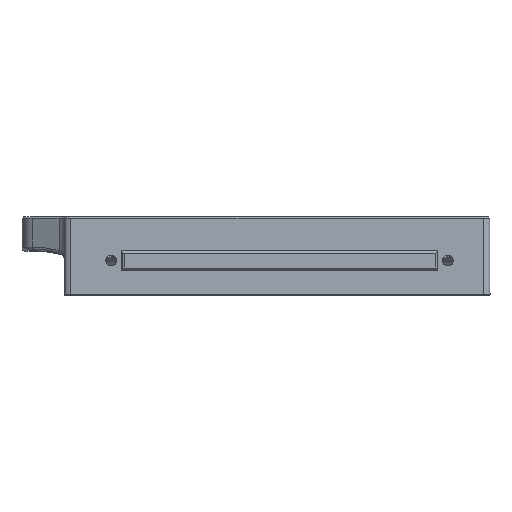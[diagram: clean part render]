
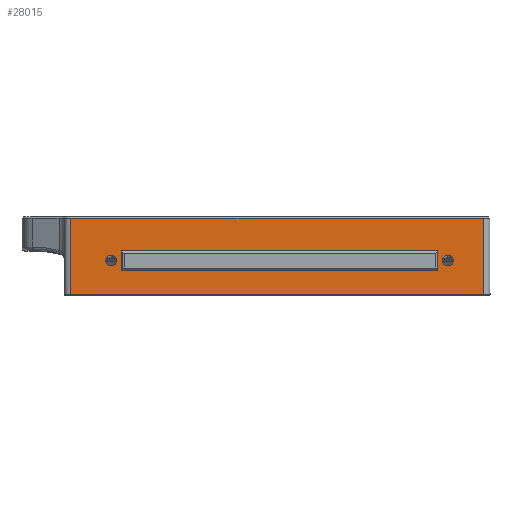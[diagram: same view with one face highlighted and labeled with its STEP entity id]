
A CAD part, top view. The second image highlights one B-rep face of the part: STEP entity #28015.
In plain terms, the highlighted planar face has unit normal (0, 0, 1).
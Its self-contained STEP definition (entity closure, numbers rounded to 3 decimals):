
#108 = ORIENTED_EDGE ( 'NONE', *, *, #17556, .T. ) ;
#212 = CARTESIAN_POINT ( 'NONE',  ( -104.274, 32.172, 118.684 ) ) ;
#746 = EDGE_LOOP ( 'NONE', ( #15218, #10683, #12690, #108 ) ) ;
#820 = VECTOR ( 'NONE', #26097, 1000. ) ;
#847 = CARTESIAN_POINT ( 'NONE',  ( -89.274, 16.072, 118.684 ) ) ;
#1267 = VERTEX_POINT ( 'NONE', #3962 ) ;
#2139 = VERTEX_POINT ( 'NONE', #15856 ) ;
#2750 = EDGE_CURVE ( 'NONE', #21362, #24208, #20260, .T. ) ;
#2811 = AXIS2_PLACEMENT_3D ( 'NONE', #8768, #31906, #29226 ) ;
#3239 = DIRECTION ( 'NONE',  ( 0., -1., 0. ) ) ;
#3306 = CARTESIAN_POINT ( 'NONE',  ( 9.326, 19.572, 118.684 ) ) ;
#3596 = CARTESIAN_POINT ( 'NONE',  ( -89.274, 22.572, 118.684 ) ) ;
#3962 = CARTESIAN_POINT ( 'NONE',  ( 18.226, 32.172, 118.684 ) ) ;
#4248 = CARTESIAN_POINT ( 'NONE',  ( 6.126, 19.572, 118.684 ) ) ;
#4794 = VECTOR ( 'NONE', #25543, 1000. ) ;
#5194 = CIRCLE ( 'NONE', #30362, 1.6 ) ;
#5829 = LINE ( 'NONE', #29129, #18764 ) ;
#6072 = VECTOR ( 'NONE', #3239, 1000. ) ;
#6271 = EDGE_CURVE ( 'NONE', #2139, #1267, #5829, .T. ) ;
#6526 = ORIENTED_EDGE ( 'NONE', *, *, #28316, .T. ) ;
#6843 = VERTEX_POINT ( 'NONE', #4248 ) ;
#7000 = FACE_BOUND ( 'NONE', #30800, .T. ) ;
#7161 = LINE ( 'NONE', #30615, #6072 ) ;
#7365 = ORIENTED_EDGE ( 'NONE', *, *, #18466, .T. ) ;
#8346 = DIRECTION ( 'NONE',  ( -1., 0., 0. ) ) ;
#8476 = CARTESIAN_POINT ( 'NONE',  ( -90.674, 19.572, 118.684 ) ) ;
#8680 = CIRCLE ( 'NONE', #31161, 1.6 ) ;
#8768 = CARTESIAN_POINT ( 'NONE',  ( 7.726, 19.572, 118.684 ) ) ;
#8818 = CARTESIAN_POINT ( 'NONE',  ( -74.299, 9.572, 118.684 ) ) ;
#8866 = ORIENTED_EDGE ( 'NONE', *, *, #6271, .T. ) ;
#9086 = CARTESIAN_POINT ( 'NONE',  ( -104.274, 9.572, 118.684 ) ) ;
#9222 = VECTOR ( 'NONE', #31751, 1000. ) ;
#9510 = PLANE ( 'NONE',  #15807 ) ;
#9575 = ORIENTED_EDGE ( 'NONE', *, *, #33193, .T. ) ;
#9731 = DIRECTION ( 'NONE',  ( -1., 0., 0. ) ) ;
#10295 = DIRECTION ( 'NONE',  ( -1., 0., 0. ) ) ;
#10461 = CARTESIAN_POINT ( 'NONE',  ( -72.874, 16.572, 118.684 ) ) ;
#10683 = ORIENTED_EDGE ( 'NONE', *, *, #18207, .T. ) ;
#10852 = DIRECTION ( 'NONE',  ( -1., 0., 0. ) ) ;
#11238 = DIRECTION ( 'NONE',  ( 0., 1., 0. ) ) ;
#11410 = CIRCLE ( 'NONE', #25855, 1.6 ) ;
#11931 = CARTESIAN_POINT ( 'NONE',  ( 7.726, 19.572, 118.684 ) ) ;
#12094 = DIRECTION ( 'NONE',  ( 0., 0., -1. ) ) ;
#12308 = LINE ( 'NONE', #10461, #20635 ) ;
#12690 = ORIENTED_EDGE ( 'NONE', *, *, #29688, .T. ) ;
#13045 = CARTESIAN_POINT ( 'NONE',  ( -38.374, 22.572, 118.684 ) ) ;
#13389 = VERTEX_POINT ( 'NONE', #8476 ) ;
#13962 = EDGE_LOOP ( 'NONE', ( #8866, #9575, #7365, #6526 ) ) ;
#14049 = CIRCLE ( 'NONE', #2811, 1.6 ) ;
#15218 = ORIENTED_EDGE ( 'NONE', *, *, #2750, .T. ) ;
#15252 = CARTESIAN_POINT ( 'NONE',  ( -104.274, 32.172, 118.684 ) ) ;
#15807 = AXIS2_PLACEMENT_3D ( 'NONE', #16899, #27133, #19901 ) ;
#15856 = CARTESIAN_POINT ( 'NONE',  ( 18.226, 9.572, 118.684 ) ) ;
#16247 = EDGE_CURVE ( 'NONE', #20816, #6843, #11410, .T. ) ;
#16508 = VERTEX_POINT ( 'NONE', #31374 ) ;
#16899 = CARTESIAN_POINT ( 'NONE',  ( -56.474, 9.572, 118.684 ) ) ;
#17029 = ORIENTED_EDGE ( 'NONE', *, *, #20801, .T. ) ;
#17556 = EDGE_CURVE ( 'NONE', #30348, #21362, #29180, .T. ) ;
#17907 = DIRECTION ( 'NONE',  ( 0., 0., -1. ) ) ;
#18207 = EDGE_CURVE ( 'NONE', #24208, #31002, #7161, .T. ) ;
#18466 = EDGE_CURVE ( 'NONE', #26246, #26865, #27043, .T. ) ;
#18467 = EDGE_CURVE ( 'NONE', #6843, #20816, #14049, .T. ) ;
#18764 = VECTOR ( 'NONE', #21090, 1000. ) ;
#19133 = CARTESIAN_POINT ( 'NONE',  ( -89.274, 16.572, 118.684 ) ) ;
#19901 = DIRECTION ( 'NONE',  ( 1., 0., 0. ) ) ;
#20249 = ORIENTED_EDGE ( 'NONE', *, *, #16247, .T. ) ;
#20260 = LINE ( 'NONE', #13045, #31902 ) ;
#20635 = VECTOR ( 'NONE', #10295, 1000. ) ;
#20801 = EDGE_CURVE ( 'NONE', #16508, #13389, #8680, .T. ) ;
#20816 = VERTEX_POINT ( 'NONE', #3306 ) ;
#21090 = DIRECTION ( 'NONE',  ( 0., 1., 0. ) ) ;
#21362 = VERTEX_POINT ( 'NONE', #3596 ) ;
#23055 = CARTESIAN_POINT ( 'NONE',  ( 4.726, 16.572, 118.684 ) ) ;
#24087 = ORIENTED_EDGE ( 'NONE', *, *, #18467, .T. ) ;
#24208 = VERTEX_POINT ( 'NONE', #29425 ) ;
#25543 = DIRECTION ( 'NONE',  ( -1., 0., 0. ) ) ;
#25855 = AXIS2_PLACEMENT_3D ( 'NONE', #11931, #12094, #9731 ) ;
#26064 = CARTESIAN_POINT ( 'NONE',  ( -104.274, 9.572, 118.684 ) ) ;
#26097 = DIRECTION ( 'NONE',  ( 1., 0., 0. ) ) ;
#26246 = VERTEX_POINT ( 'NONE', #15252 ) ;
#26865 = VERTEX_POINT ( 'NONE', #26064 ) ;
#27043 = LINE ( 'NONE', #9086, #9222 ) ;
#27133 = DIRECTION ( 'NONE',  ( 0., 0., 1. ) ) ;
#27296 = FACE_BOUND ( 'NONE', #746, .T. ) ;
#27465 = FACE_OUTER_BOUND ( 'NONE', #13962, .T. ) ;
#28015 = ADVANCED_FACE ( 'NONE', ( #27465, #27296, #32491, #7000 ), #9510, .T. ) ;
#28316 = EDGE_CURVE ( 'NONE', #26865, #2139, #29118, .T. ) ;
#28480 = DIRECTION ( 'NONE',  ( 1., 0., 0. ) ) ;
#28630 = DIRECTION ( 'NONE',  ( 0., 0., -1. ) ) ;
#28637 = CARTESIAN_POINT ( 'NONE',  ( -92.274, 19.572, 118.684 ) ) ;
#28790 = CARTESIAN_POINT ( 'NONE',  ( -92.274, 19.572, 118.684 ) ) ;
#29118 = LINE ( 'NONE', #8818, #820 ) ;
#29129 = CARTESIAN_POINT ( 'NONE',  ( 18.226, 9.572, 118.684 ) ) ;
#29180 = LINE ( 'NONE', #847, #29594 ) ;
#29226 = DIRECTION ( 'NONE',  ( -1., 0., 0. ) ) ;
#29425 = CARTESIAN_POINT ( 'NONE',  ( 4.726, 22.572, 118.684 ) ) ;
#29594 = VECTOR ( 'NONE', #11238, 1000. ) ;
#29688 = EDGE_CURVE ( 'NONE', #31002, #30348, #12308, .T. ) ;
#30348 = VERTEX_POINT ( 'NONE', #19133 ) ;
#30362 = AXIS2_PLACEMENT_3D ( 'NONE', #28637, #17907, #8346 ) ;
#30615 = CARTESIAN_POINT ( 'NONE',  ( 4.726, 13.072, 118.684 ) ) ;
#30800 = EDGE_LOOP ( 'NONE', ( #24087, #20249 ) ) ;
#31002 = VERTEX_POINT ( 'NONE', #23055 ) ;
#31067 = LINE ( 'NONE', #212, #4794 ) ;
#31148 = EDGE_CURVE ( 'NONE', #13389, #16508, #5194, .T. ) ;
#31161 = AXIS2_PLACEMENT_3D ( 'NONE', #28790, #28630, #10852 ) ;
#31374 = CARTESIAN_POINT ( 'NONE',  ( -93.874, 19.572, 118.684 ) ) ;
#31751 = DIRECTION ( 'NONE',  ( 0., -1., 0. ) ) ;
#31902 = VECTOR ( 'NONE', #28480, 1000. ) ;
#31906 = DIRECTION ( 'NONE',  ( 0., 0., -1. ) ) ;
#32426 = EDGE_LOOP ( 'NONE', ( #17029, #32492 ) ) ;
#32492 = ORIENTED_EDGE ( 'NONE', *, *, #31148, .T. ) ;
#32491 = FACE_BOUND ( 'NONE', #32426, .T. ) ;
#33193 = EDGE_CURVE ( 'NONE', #1267, #26246, #31067, .T. ) ;
